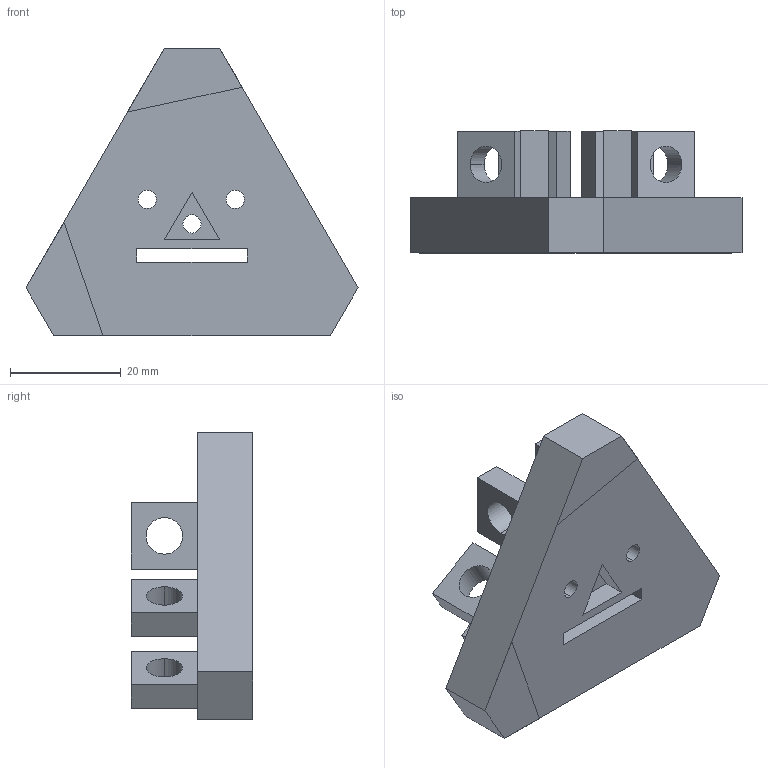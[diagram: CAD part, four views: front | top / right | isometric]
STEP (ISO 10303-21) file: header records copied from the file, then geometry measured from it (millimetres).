
FILE_DESCRIPTION (( 'STEP AP214' ), '1' );
FILE_NAME ('階窒-啣.S', '2023-11-01T02:31:35', ( '' ), ( '' ), 'SwSTEP 2.0', 'SolidWorks 2022', '' );
FILE_SCHEMA (( 'AUTOMOTIVE_DESIGN' ));
Length unit declared in the file: millimetre
Products named in the file (1): 顶部-板
Bounding box: 60 x 22 x 51.96 mm (x, y, z)
Volume: 22305.6 mm3; surface area: 9693.2 mm2
Topology: 3 solids, 3 shells, 82 faces, 201 edges, 132 vertices
Faces by surface type: plane 58, cylinder 18, cone 6
Entity records: 2689 total; most frequent: CARTESIAN_POINT 416, DIRECTION 409, ORIENTED_EDGE 402, EDGE_CURVE 201, LINE 159, VECTOR 159, VERTEX_POINT 132, AXIS2_PLACEMENT_3D 125
